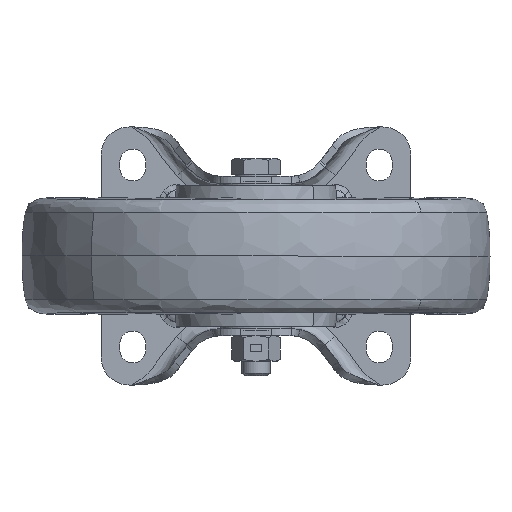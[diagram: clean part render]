
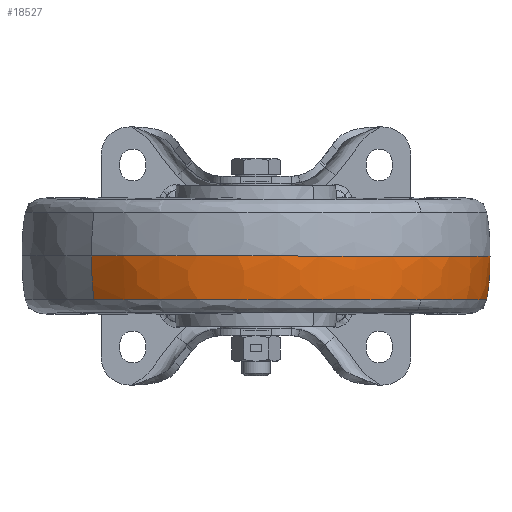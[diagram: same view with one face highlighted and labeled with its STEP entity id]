
A CAD part, front view. The second image highlights one B-rep face of the part: STEP entity #18527.
In plain terms, the highlighted toroidal (fillet/blend) face has major radius 4.992 mm and minor radius 105 mm.
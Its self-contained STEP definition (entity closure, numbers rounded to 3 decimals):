
#26 = CARTESIAN_POINT ( 'NONE',  ( -70.067, -206.349, 86.826 ) ) ;
#584 = DIRECTION ( 'NONE',  ( -0.713, 0.701, 0. ) ) ;
#1042 = ORIENTED_EDGE ( 'NONE', *, *, #13404, .F. ) ;
#2387 = AXIS2_PLACEMENT_3D ( 'NONE', #3722, #16062, #23962 ) ;
#2524 = CARTESIAN_POINT ( 'NONE',  ( 70.067, -63.651, 86.826 ) ) ;
#3258 = CARTESIAN_POINT ( 'NONE',  ( 69.072, -64.664, 68.266 ) ) ;
#3722 = CARTESIAN_POINT ( 'NONE',  ( 0., -135., 86.826 ) ) ;
#4010 = AXIS2_PLACEMENT_3D ( 'NONE', #10841, #12947, #584 ) ;
#4154 = EDGE_CURVE ( 'NONE', #4597, #27308, #25036, .T. ) ;
#4597 = VERTEX_POINT ( 'NONE', #29011 ) ;
#5009 = AXIS2_PLACEMENT_3D ( 'NONE', #13813, #28466, #18336 ) ;
#5578 = AXIS2_PLACEMENT_3D ( 'NONE', #7406, #19824, #29644 ) ;
#6371 = DIRECTION ( 'NONE',  ( -0.713, 0.701, 0. ) ) ;
#6594 = TOROIDAL_SURFACE ( 'NONE', #5578, -4.992, 105. ) ;
#7406 = CARTESIAN_POINT ( 'NONE',  ( 0., -135., 85.522 ) ) ;
#7888 = FACE_OUTER_BOUND ( 'NONE', #23297, .T. ) ;
#9657 = CARTESIAN_POINT ( 'NONE',  ( 70.336, -204.072, 68.266 ) ) ;
#10518 = AXIS2_PLACEMENT_3D ( 'NONE', #28613, #6371, #13622 ) ;
#10841 = CARTESIAN_POINT ( 'NONE',  ( 0., -135., 68.266 ) ) ;
#12592 = DIRECTION ( 'NONE',  ( -0.713, 0.701, 0. ) ) ;
#12947 = DIRECTION ( 'NONE',  ( 0., 0., 1. ) ) ;
#13290 = VERTEX_POINT ( 'NONE', #3258 ) ;
#13404 = EDGE_CURVE ( 'NONE', #27216, #23195, #20357, .T. ) ;
#13622 = DIRECTION ( 'NONE',  ( -0.701, -0.713, 0. ) ) ;
#13813 = CARTESIAN_POINT ( 'NONE',  ( -3.498, -138.562, 85.522 ) ) ;
#14775 = CIRCLE ( 'NONE', #5009, 105. ) ;
#16062 = DIRECTION ( 'NONE',  ( 0., 0., 1. ) ) ;
#18336 = DIRECTION ( 'NONE',  ( 0.701, 0.713, 0. ) ) ;
#18527 = ADVANCED_FACE ( 'NONE', ( #7888 ), #6594, .T. ) ;
#19214 = ORIENTED_EDGE ( 'NONE', *, *, #27632, .F. ) ;
#19448 = ORIENTED_EDGE ( 'NONE', *, *, #4154, .T. ) ;
#19824 = DIRECTION ( 'NONE',  ( 0., 0., 1. ) ) ;
#20028 = DIRECTION ( 'NONE',  ( 0., 0., 1. ) ) ;
#20089 = ORIENTED_EDGE ( 'NONE', *, *, #31498, .T. ) ;
#20176 = CARTESIAN_POINT ( 'NONE',  ( 0., -135., 68.266 ) ) ;
#20357 = CIRCLE ( 'NONE', #2387, 100. ) ;
#21230 = EDGE_CURVE ( 'NONE', #27308, #13290, #25044, .T. ) ;
#23195 = VERTEX_POINT ( 'NONE', #2524 ) ;
#23297 = EDGE_LOOP ( 'NONE', ( #19214, #19448, #31095, #20089, #1042 ) ) ;
#23962 = DIRECTION ( 'NONE',  ( 0.701, 0.713, 0. ) ) ;
#25036 = CIRCLE ( 'NONE', #26036, 98.58 ) ;
#25044 = CIRCLE ( 'NONE', #4010, 98.58 ) ;
#25940 = CIRCLE ( 'NONE', #10518, 105. ) ;
#26036 = AXIS2_PLACEMENT_3D ( 'NONE', #20176, #20028, #12592 ) ;
#27216 = VERTEX_POINT ( 'NONE', #26 ) ;
#27308 = VERTEX_POINT ( 'NONE', #9657 ) ;
#27632 = EDGE_CURVE ( 'NONE', #4597, #27216, #25940, .T. ) ;
#28466 = DIRECTION ( 'NONE',  ( 0.713, -0.701, 0. ) ) ;
#28613 = CARTESIAN_POINT ( 'NONE',  ( 3.498, -131.438, 85.522 ) ) ;
#29011 = CARTESIAN_POINT ( 'NONE',  ( -69.072, -205.336, 68.266 ) ) ;
#29644 = DIRECTION ( 'NONE',  ( 0.701, 0.713, 0. ) ) ;
#31095 = ORIENTED_EDGE ( 'NONE', *, *, #21230, .T. ) ;
#31498 = EDGE_CURVE ( 'NONE', #13290, #23195, #14775, .T. ) ;
